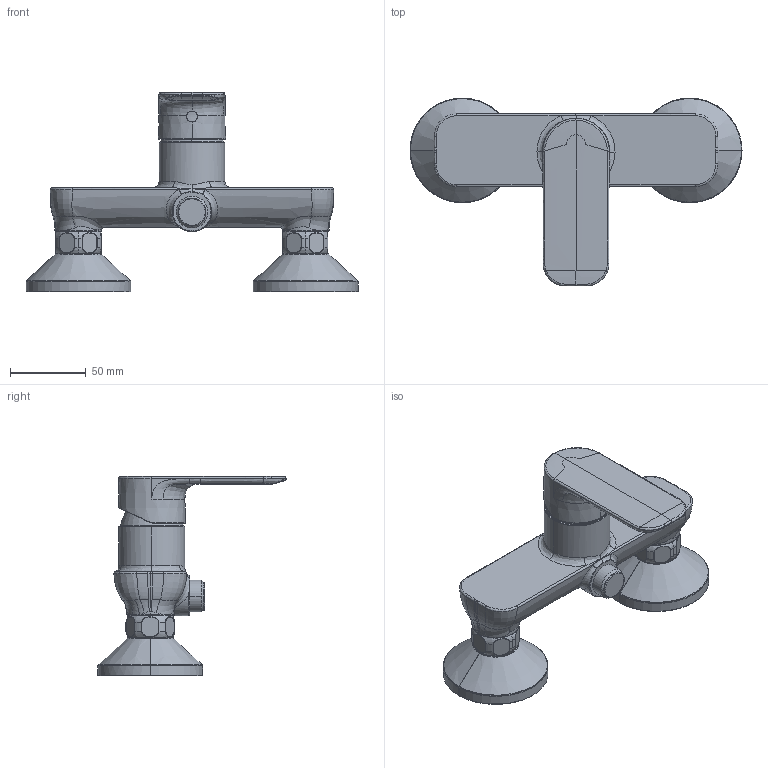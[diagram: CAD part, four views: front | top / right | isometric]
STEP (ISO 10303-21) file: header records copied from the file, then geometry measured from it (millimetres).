
FILE_DESCRIPTION (( 'STEP AP203' ), '1' );
FILE_NAME ('55450103(2022).STEP', '2022-10-13T10:33:21', ( '' ), ( '' ), 'SwSTEP 2.0', 'SolidWorks 2016', '' );
FILE_SCHEMA (( 'CONFIG_CONTROL_DESIGN' ));
Length unit declared in the file: millimetre
Products named in the file (1): 55450103(2022)
Bounding box: 219 x 124.08 x 131.47 mm (x, y, z)
Volume: 335712.2 mm3; surface area: 70295.7 mm2
Topology: 1 solids, 10 shells, 428 faces, 1039 edges, 640 vertices
Faces by surface type: bspline 230, plane 110, cylinder 67, cone 19, torus 2
Entity records: 32787 total; most frequent: CARTESIAN_POINT 24376, ORIENTED_EDGE 2072, DIRECTION 1312, EDGE_CURVE 1036, VERTEX_POINT 640, AXIS2_PLACEMENT_3D 519, EDGE_LOOP 440, FACE_OUTER_BOUND 428
